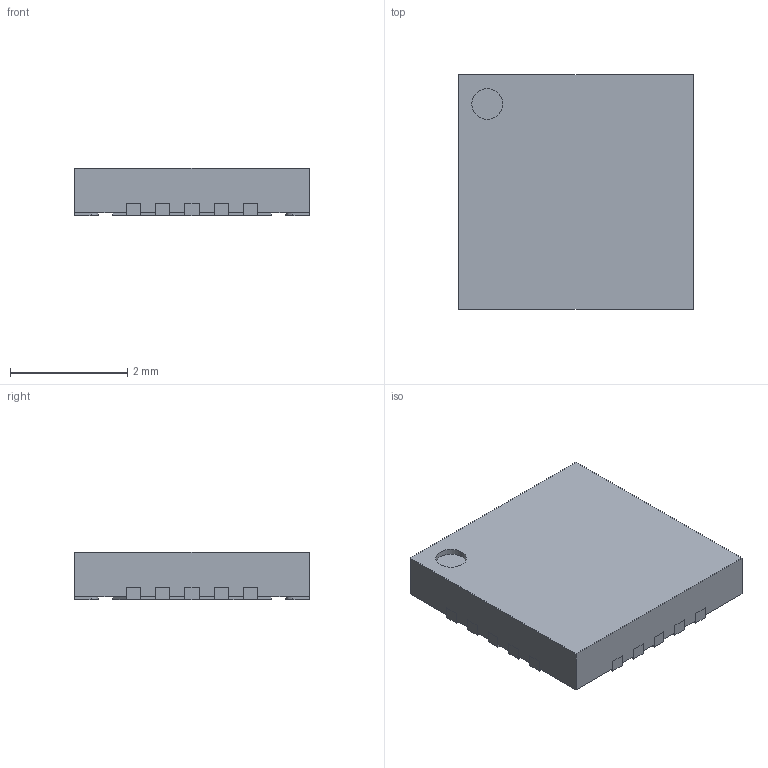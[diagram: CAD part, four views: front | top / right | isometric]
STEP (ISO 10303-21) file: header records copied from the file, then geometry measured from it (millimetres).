
FILE_DESCRIPTION( ( '' ), ' ' );
FILE_NAME( '5b6c2f248bff790f24754edf.step', '2018-08-09T12:10:13', ( '' ), ( '' ), ' ', ' ', ' ' );
FILE_SCHEMA( ( 'AUTOMOTIVE_DESIGN { 1 0 10303 214 1 1 1 1 }' ) );
Length unit declared in the file: metre
Products named in the file (22): Open CASCADE STEP translator 6.8 2; Open CASCADE STEP translator 6.8 1
Bounding box: 4 x 4 x 0.8 mm (x, y, z)
Volume: 12.4 mm3; surface area: 66 mm2
Topology: 22 solids, 22 shells, 255 faces, 630 edges, 420 vertices
Faces by surface type: plane 234, cylinder 21
Full cylindrical faces by diameter (mm): 0.525 x1
Entity records: 12832 total; most frequent: CARTESIAN_POINT 1326, ORIENTED_EDGE 1258, DIRECTION 1225, STYLED_ITEM 884, PRESENTATION_STYLE_ASSIGNMENT 884, COLOUR_RGB 884, EDGE_CURVE 629, CURVE_STYLE 629
